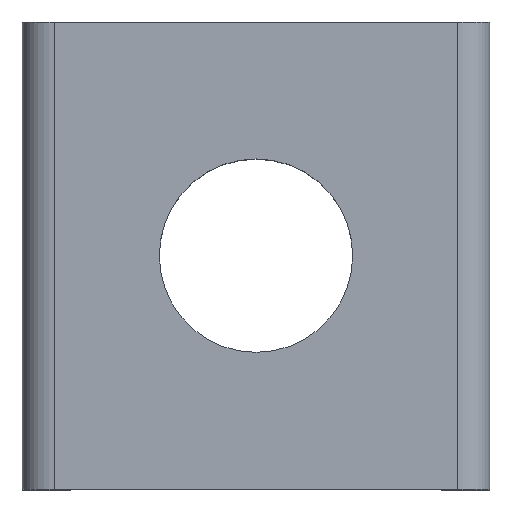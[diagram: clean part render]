
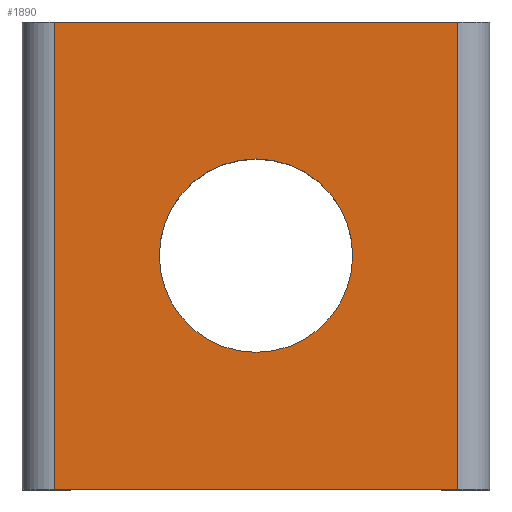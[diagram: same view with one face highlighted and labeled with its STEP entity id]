
A CAD part, top view. The second image highlights one B-rep face of the part: STEP entity #1890.
In plain terms, the highlighted planar face has unit normal (0, 0, 1).
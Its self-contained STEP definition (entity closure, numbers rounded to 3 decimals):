
#32 = PLANE('',#33);
#33 = AXIS2_PLACEMENT_3D('',#34,#35,#36);
#34 = CARTESIAN_POINT('',(0.,0.,0.));
#35 = DIRECTION('',(0.,1.,0.));
#36 = DIRECTION('',(0.,0.,1.));
#169 = VERTEX_POINT('',#170);
#170 = CARTESIAN_POINT('',(1.,0.,12.));
#189 = CYLINDRICAL_SURFACE('',#190,1.);
#190 = AXIS2_PLACEMENT_3D('',#191,#192,#193);
#191 = CARTESIAN_POINT('',(1.,0.,11.));
#192 = DIRECTION('',(0.,1.,0.));
#193 = DIRECTION('',(0.,0.,1.));
#201 = EDGE_CURVE('',#169,#202,#204,.T.);
#202 = VERTEX_POINT('',#203);
#203 = CARTESIAN_POINT('',(13.5,0.,12.));
#204 = SURFACE_CURVE('',#205,(#209,#216),.PCURVE_S1.);
#205 = LINE('',#206,#207);
#206 = CARTESIAN_POINT('',(0.,0.,12.));
#207 = VECTOR('',#208,1.);
#208 = DIRECTION('',(1.,0.,0.));
#209 = PCURVE('',#32,#210);
#210 = DEFINITIONAL_REPRESENTATION('',(#211),#215);
#211 = LINE('',#212,#213);
#212 = CARTESIAN_POINT('',(12.,0.));
#213 = VECTOR('',#214,1.);
#214 = DIRECTION('',(0.,1.));
#215 = ( GEOMETRIC_REPRESENTATION_CONTEXT(2) 
PARAMETRIC_REPRESENTATION_CONTEXT() REPRESENTATION_CONTEXT('2D SPACE',''
  ) );
#216 = PCURVE('',#217,#222);
#217 = PLANE('',#218);
#218 = AXIS2_PLACEMENT_3D('',#219,#220,#221);
#219 = CARTESIAN_POINT('',(0.,0.,12.));
#220 = DIRECTION('',(0.,0.,1.));
#221 = DIRECTION('',(1.,0.,0.));
#222 = DEFINITIONAL_REPRESENTATION('',(#223),#227);
#223 = LINE('',#224,#225);
#224 = CARTESIAN_POINT('',(0.,0.));
#225 = VECTOR('',#226,1.);
#226 = DIRECTION('',(1.,0.));
#227 = ( GEOMETRIC_REPRESENTATION_CONTEXT(2) 
PARAMETRIC_REPRESENTATION_CONTEXT() REPRESENTATION_CONTEXT('2D SPACE',''
  ) );
#250 = CYLINDRICAL_SURFACE('',#251,1.);
#251 = AXIS2_PLACEMENT_3D('',#252,#253,#254);
#252 = CARTESIAN_POINT('',(13.5,0.,11.));
#253 = DIRECTION('',(0.,1.,0.));
#254 = DIRECTION('',(1.,0.,0.));
#337 = PLANE('',#338);
#338 = AXIS2_PLACEMENT_3D('',#339,#340,#341);
#339 = CARTESIAN_POINT('',(0.,14.5,0.));
#340 = DIRECTION('',(0.,1.,0.));
#341 = DIRECTION('',(0.,0.,1.));
#1791 = EDGE_CURVE('',#202,#1792,#1794,.T.);
#1792 = VERTEX_POINT('',#1793);
#1793 = CARTESIAN_POINT('',(13.5,14.5,12.));
#1794 = SURFACE_CURVE('',#1795,(#1799,#1806),.PCURVE_S1.);
#1795 = LINE('',#1796,#1797);
#1796 = CARTESIAN_POINT('',(13.5,0.,12.));
#1797 = VECTOR('',#1798,1.);
#1798 = DIRECTION('',(0.,1.,0.));
#1799 = PCURVE('',#250,#1800);
#1800 = DEFINITIONAL_REPRESENTATION('',(#1801),#1805);
#1801 = LINE('',#1802,#1803);
#1802 = CARTESIAN_POINT('',(-1.571,0.));
#1803 = VECTOR('',#1804,1.);
#1804 = DIRECTION('',(-0.,1.));
#1805 = ( GEOMETRIC_REPRESENTATION_CONTEXT(2) 
PARAMETRIC_REPRESENTATION_CONTEXT() REPRESENTATION_CONTEXT('2D SPACE',''
  ) );
#1806 = PCURVE('',#217,#1807);
#1807 = DEFINITIONAL_REPRESENTATION('',(#1808),#1812);
#1808 = LINE('',#1809,#1810);
#1809 = CARTESIAN_POINT('',(13.5,0.));
#1810 = VECTOR('',#1811,1.);
#1811 = DIRECTION('',(0.,1.));
#1812 = ( GEOMETRIC_REPRESENTATION_CONTEXT(2) 
PARAMETRIC_REPRESENTATION_CONTEXT() REPRESENTATION_CONTEXT('2D SPACE',''
  ) );
#1890 = ADVANCED_FACE('',(#1891,#1939),#217,.T.);
#1891 = FACE_BOUND('',#1892,.T.);
#1892 = EDGE_LOOP('',(#1893,#1916,#1937,#1938));
#1893 = ORIENTED_EDGE('',*,*,#1894,.F.);
#1894 = EDGE_CURVE('',#1895,#1792,#1897,.T.);
#1895 = VERTEX_POINT('',#1896);
#1896 = CARTESIAN_POINT('',(1.,14.5,12.));
#1897 = SURFACE_CURVE('',#1898,(#1902,#1909),.PCURVE_S1.);
#1898 = LINE('',#1899,#1900);
#1899 = CARTESIAN_POINT('',(0.,14.5,12.));
#1900 = VECTOR('',#1901,1.);
#1901 = DIRECTION('',(1.,0.,0.));
#1902 = PCURVE('',#217,#1903);
#1903 = DEFINITIONAL_REPRESENTATION('',(#1904),#1908);
#1904 = LINE('',#1905,#1906);
#1905 = CARTESIAN_POINT('',(0.,14.5));
#1906 = VECTOR('',#1907,1.);
#1907 = DIRECTION('',(1.,0.));
#1908 = ( GEOMETRIC_REPRESENTATION_CONTEXT(2) 
PARAMETRIC_REPRESENTATION_CONTEXT() REPRESENTATION_CONTEXT('2D SPACE',''
  ) );
#1909 = PCURVE('',#337,#1910);
#1910 = DEFINITIONAL_REPRESENTATION('',(#1911),#1915);
#1911 = LINE('',#1912,#1913);
#1912 = CARTESIAN_POINT('',(12.,0.));
#1913 = VECTOR('',#1914,1.);
#1914 = DIRECTION('',(0.,1.));
#1915 = ( GEOMETRIC_REPRESENTATION_CONTEXT(2) 
PARAMETRIC_REPRESENTATION_CONTEXT() REPRESENTATION_CONTEXT('2D SPACE',''
  ) );
#1916 = ORIENTED_EDGE('',*,*,#1917,.F.);
#1917 = EDGE_CURVE('',#169,#1895,#1918,.T.);
#1918 = SURFACE_CURVE('',#1919,(#1923,#1930),.PCURVE_S1.);
#1919 = LINE('',#1920,#1921);
#1920 = CARTESIAN_POINT('',(1.,0.,12.));
#1921 = VECTOR('',#1922,1.);
#1922 = DIRECTION('',(0.,1.,0.));
#1923 = PCURVE('',#217,#1924);
#1924 = DEFINITIONAL_REPRESENTATION('',(#1925),#1929);
#1925 = LINE('',#1926,#1927);
#1926 = CARTESIAN_POINT('',(1.,0.));
#1927 = VECTOR('',#1928,1.);
#1928 = DIRECTION('',(0.,1.));
#1929 = ( GEOMETRIC_REPRESENTATION_CONTEXT(2) 
PARAMETRIC_REPRESENTATION_CONTEXT() REPRESENTATION_CONTEXT('2D SPACE',''
  ) );
#1930 = PCURVE('',#189,#1931);
#1931 = DEFINITIONAL_REPRESENTATION('',(#1932),#1936);
#1932 = LINE('',#1933,#1934);
#1933 = CARTESIAN_POINT('',(-0.,0.));
#1934 = VECTOR('',#1935,1.);
#1935 = DIRECTION('',(-0.,1.));
#1936 = ( GEOMETRIC_REPRESENTATION_CONTEXT(2) 
PARAMETRIC_REPRESENTATION_CONTEXT() REPRESENTATION_CONTEXT('2D SPACE',''
  ) );
#1937 = ORIENTED_EDGE('',*,*,#201,.T.);
#1938 = ORIENTED_EDGE('',*,*,#1791,.T.);
#1939 = FACE_BOUND('',#1940,.T.);
#1940 = EDGE_LOOP('',(#1941));
#1941 = ORIENTED_EDGE('',*,*,#1942,.F.);
#1942 = EDGE_CURVE('',#1943,#1943,#1945,.T.);
#1943 = VERTEX_POINT('',#1944);
#1944 = CARTESIAN_POINT('',(10.25,7.25,12.));
#1945 = SURFACE_CURVE('',#1946,(#1951,#1958),.PCURVE_S1.);
#1946 = CIRCLE('',#1947,3.);
#1947 = AXIS2_PLACEMENT_3D('',#1948,#1949,#1950);
#1948 = CARTESIAN_POINT('',(7.25,7.25,12.));
#1949 = DIRECTION('',(0.,0.,1.));
#1950 = DIRECTION('',(1.,0.,0.));
#1951 = PCURVE('',#217,#1952);
#1952 = DEFINITIONAL_REPRESENTATION('',(#1953),#1957);
#1953 = CIRCLE('',#1954,3.);
#1954 = AXIS2_PLACEMENT_2D('',#1955,#1956);
#1955 = CARTESIAN_POINT('',(7.25,7.25));
#1956 = DIRECTION('',(1.,0.));
#1957 = ( GEOMETRIC_REPRESENTATION_CONTEXT(2) 
PARAMETRIC_REPRESENTATION_CONTEXT() REPRESENTATION_CONTEXT('2D SPACE',''
  ) );
#1958 = PCURVE('',#1959,#1964);
#1959 = CYLINDRICAL_SURFACE('',#1960,3.);
#1960 = AXIS2_PLACEMENT_3D('',#1961,#1962,#1963);
#1961 = CARTESIAN_POINT('',(7.25,7.25,5.));
#1962 = DIRECTION('',(0.,0.,1.));
#1963 = DIRECTION('',(1.,0.,0.));
#1964 = DEFINITIONAL_REPRESENTATION('',(#1965),#1969);
#1965 = LINE('',#1966,#1967);
#1966 = CARTESIAN_POINT('',(0.,7.));
#1967 = VECTOR('',#1968,1.);
#1968 = DIRECTION('',(1.,0.));
#1969 = ( GEOMETRIC_REPRESENTATION_CONTEXT(2) 
PARAMETRIC_REPRESENTATION_CONTEXT() REPRESENTATION_CONTEXT('2D SPACE',''
  ) );
